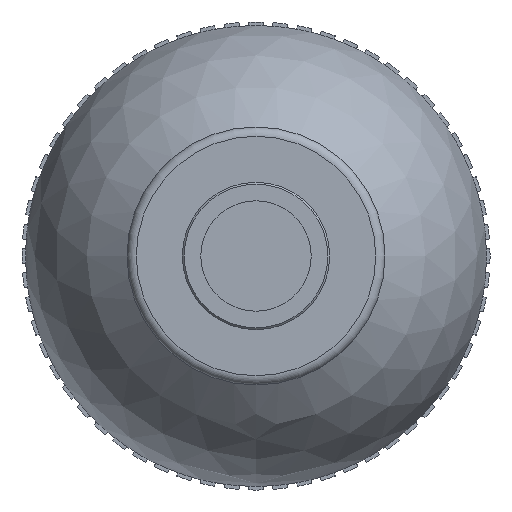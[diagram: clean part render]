
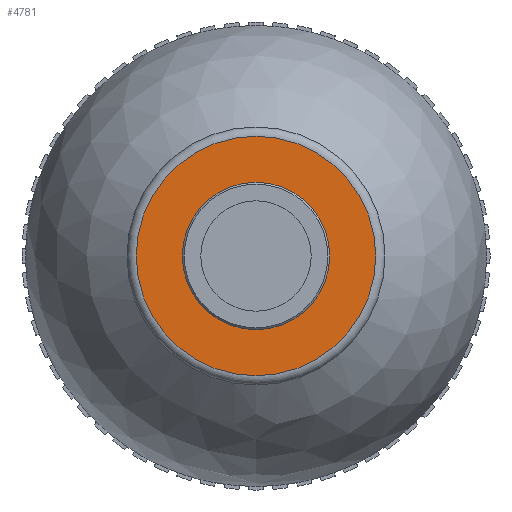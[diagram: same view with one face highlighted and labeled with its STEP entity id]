
A CAD part, front view. The second image highlights one B-rep face of the part: STEP entity #4781.
In plain terms, the highlighted planar face has unit normal (0, -1, 0).
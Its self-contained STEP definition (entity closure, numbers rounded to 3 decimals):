
#570=PLANE('',#5102);
#823=FACE_BOUND('',#1212,.T.);
#894=FACE_OUTER_BOUND('',#1211,.T.);
#1211=EDGE_LOOP('',(#3316));
#1212=EDGE_LOOP('',(#3317));
#1594=CIRCLE('',#5099,6.5);
#1596=CIRCLE('',#5103,3.);
#2087=VERTEX_POINT('',#7779);
#2089=VERTEX_POINT('',#7785);
#2580=EDGE_CURVE('',#2087,#2087,#1594,.T.);
#2582=EDGE_CURVE('',#2089,#2089,#1596,.T.);
#3316=ORIENTED_EDGE('',*,*,#2580,.F.);
#3317=ORIENTED_EDGE('',*,*,#2582,.T.);
#4781=ADVANCED_FACE('',(#894,#823),#570,.T.);
#5099=AXIS2_PLACEMENT_3D('',#7780,#5915,#5916);
#5102=AXIS2_PLACEMENT_3D('',#7784,#5921,#5922);
#5103=AXIS2_PLACEMENT_3D('',#7786,#5923,#5924);
#5915=DIRECTION('center_axis',(0.,1.,0.));
#5916=DIRECTION('ref_axis',(-1.,0.,0.));
#5921=DIRECTION('center_axis',(0.,-1.,0.));
#5922=DIRECTION('ref_axis',(0.,0.,-1.));
#5923=DIRECTION('center_axis',(0.,1.,0.));
#5924=DIRECTION('ref_axis',(-1.,0.,0.));
#7779=CARTESIAN_POINT('',(6.5,0.,0.));
#7780=CARTESIAN_POINT('Origin',(0.,0.,0.));
#7784=CARTESIAN_POINT('Origin',(0.,0.,0.));
#7785=CARTESIAN_POINT('',(3.,0.,0.));
#7786=CARTESIAN_POINT('Origin',(0.,0.,0.));
